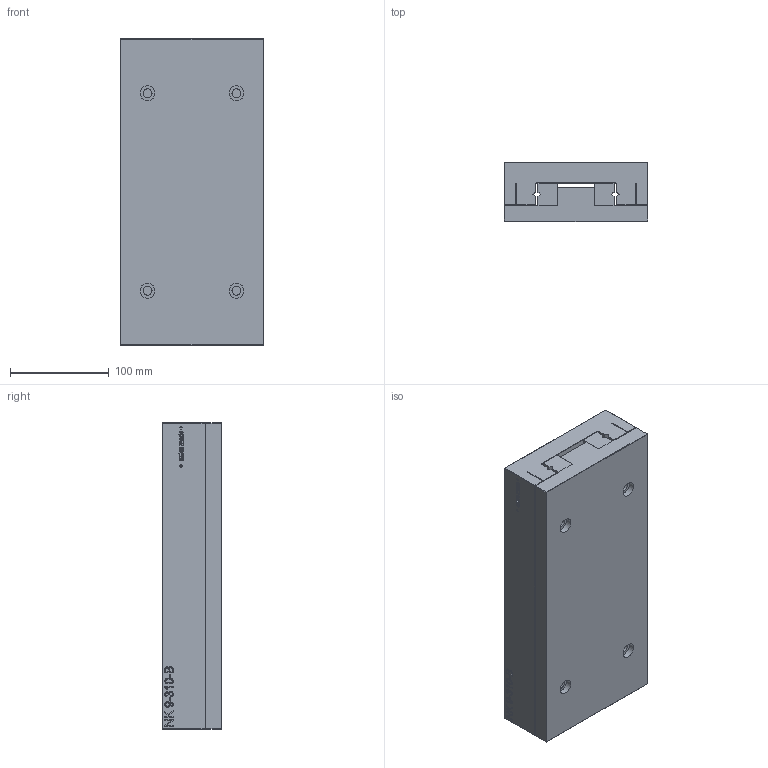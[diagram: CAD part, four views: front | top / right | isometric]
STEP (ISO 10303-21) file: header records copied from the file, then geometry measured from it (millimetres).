
FILE_DESCRIPTION(('FreeCAD Model'),'2;1');
FILE_NAME('NK 9-310-B.step', '2020-07-24T07:45:49',('Author'),(''), 'Open CASCADE STEP processor 6.8','FreeCAD','Unknown');
FILE_SCHEMA(('AUTOMOTIVE_DESIGN_CC2 { 1 2 10303 214 -1 1 5 4 }'));
Length unit declared in the file: millimetre
Products named in the file (3): ASSEMBLY; OT; UT
Assembly tree (2 placements, depth 2):
  ASSEMBLY
    OT
    UT
Bounding box: 145 x 60 x 310 mm (x, y, z)
Volume: 2570681.2 mm3; surface area: 343080.7 mm2
Topology: 4 solids, 4 shells, 783 faces, 2111 edges, 1378 vertices
Faces by surface type: extrusion 435, plane 332, cylinder 12, cone 4
Full cylindrical faces by diameter (mm): 8 x4, 9 x4, 15 x4
Entity records: 52156 total; most frequent: CARTESIAN_POINT 12720, DIRECTION 5728, VECTOR 4924, LINE 4489, ORIENTED_EDGE 4222, PCURVE 4222, DEFINITIONAL_REPRESENTATION 4222, B_SPLINE_CURVE_WITH_KNOTS 2211
